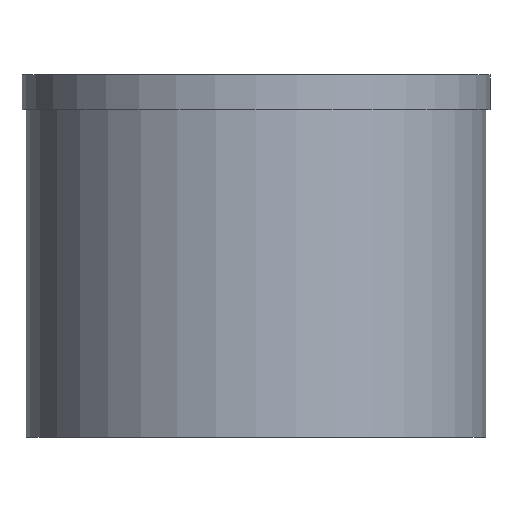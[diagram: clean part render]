
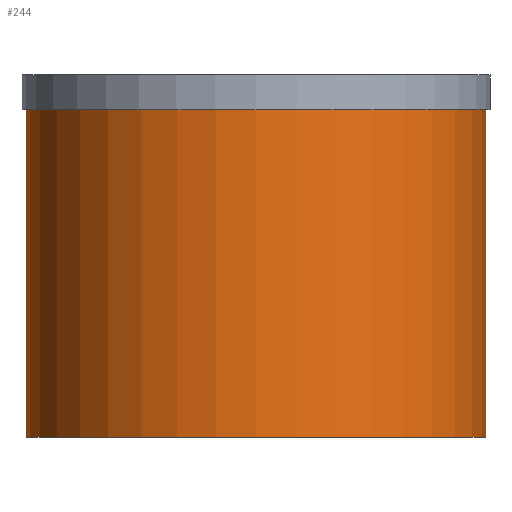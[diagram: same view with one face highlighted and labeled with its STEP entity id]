
A CAD part, front view. The second image highlights one B-rep face of the part: STEP entity #244.
In plain terms, the highlighted cylindrical face has radius 16.5 mm (diameter 33 mm), a full revolution.
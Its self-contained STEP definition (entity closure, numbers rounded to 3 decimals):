
#37=FACE_OUTER_BOUND('',#53,.T.);
#53=EDGE_LOOP('',(#219,#220,#221,#222));
#65=CIRCLE('',#273,16.5);
#73=CIRCLE('',#290,16.5);
#88=LINE('',#440,#103);
#103=VECTOR('',#368,16.5);
#116=VERTEX_POINT('',#405);
#125=VERTEX_POINT('',#439);
#141=EDGE_CURVE('',#116,#116,#65,.T.);
#157=EDGE_CURVE('',#116,#125,#88,.T.);
#158=EDGE_CURVE('',#125,#125,#73,.T.);
#219=ORIENTED_EDGE('',*,*,#141,.T.);
#220=ORIENTED_EDGE('',*,*,#157,.T.);
#221=ORIENTED_EDGE('',*,*,#158,.T.);
#222=ORIENTED_EDGE('',*,*,#157,.F.);
#231=CYLINDRICAL_SURFACE('',#289,16.5);
#244=ADVANCED_FACE('',(#37),#231,.T.);
#273=AXIS2_PLACEMENT_3D('',#406,#326,#327);
#289=AXIS2_PLACEMENT_3D('',#438,#366,#367);
#290=AXIS2_PLACEMENT_3D('',#441,#369,#370);
#326=DIRECTION('center_axis',(0.,0.,-1.));
#327=DIRECTION('ref_axis',(1.,0.,0.));
#366=DIRECTION('center_axis',(0.,0.,1.));
#367=DIRECTION('ref_axis',(1.,0.,0.));
#368=DIRECTION('',(0.,0.,-1.));
#369=DIRECTION('center_axis',(0.,0.,1.));
#370=DIRECTION('ref_axis',(1.,0.,0.));
#405=CARTESIAN_POINT('',(-16.5,0.,23.5));
#406=CARTESIAN_POINT('Origin',(0.,0.,23.5));
#438=CARTESIAN_POINT('Origin',(0.,0.,0.));
#439=CARTESIAN_POINT('',(-16.5,0.,0.));
#440=CARTESIAN_POINT('',(-16.5,0.,0.));
#441=CARTESIAN_POINT('Origin',(0.,0.,0.));
